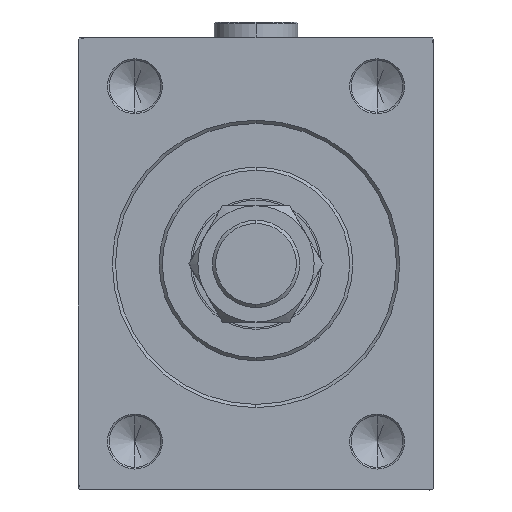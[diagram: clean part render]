
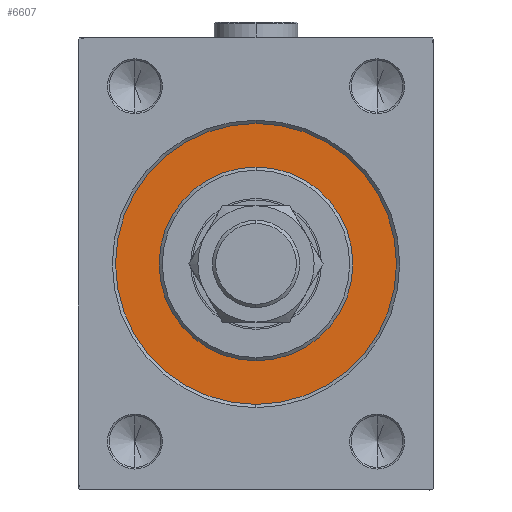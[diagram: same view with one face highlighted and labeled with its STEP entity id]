
A CAD part, left-side view. The second image highlights one B-rep face of the part: STEP entity #6607.
In plain terms, the highlighted face is planar.
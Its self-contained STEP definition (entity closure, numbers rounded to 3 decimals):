
#1174 = FACE_BOUND ( 'NONE', #43666, .T. ) ;
#3009 = EDGE_CURVE ( 'NONE', #10931, #17182, #17170, .T. ) ;
#3546 = AXIS2_PLACEMENT_3D ( 'NONE', #19328, #33616, #30761 ) ;
#4042 = CARTESIAN_POINT ( 'NONE',  ( 0., 0., -43.5 ) ) ;
#5235 = CARTESIAN_POINT ( 'NONE',  ( 0., 0., 0. ) ) ;
#6281 = AXIS2_PLACEMENT_3D ( 'NONE', #31046, #26981, #19839 ) ;
#6607 = ADVANCED_FACE ( 'NONE', ( #1174, #23360 ), #37893, .F. ) ;
#7355 = CARTESIAN_POINT ( 'NONE',  ( 0., 0., 0. ) ) ;
#7791 = CIRCLE ( 'NONE', #6281, 30. ) ;
#8746 = VERTEX_POINT ( 'NONE', #20230 ) ;
#10931 = VERTEX_POINT ( 'NONE', #4042 ) ;
#13591 = ORIENTED_EDGE ( 'NONE', *, *, #37698, .F. ) ;
#15299 = EDGE_LOOP ( 'NONE', ( #27879, #13591 ) ) ;
#15728 = CIRCLE ( 'NONE', #3546, 43.5 ) ;
#16730 = ORIENTED_EDGE ( 'NONE', *, *, #27554, .F. ) ;
#17170 = CIRCLE ( 'NONE', #36969, 43.5 ) ;
#17182 = VERTEX_POINT ( 'NONE', #33418 ) ;
#18360 = CARTESIAN_POINT ( 'NONE',  ( 0., 0., 30. ) ) ;
#19328 = CARTESIAN_POINT ( 'NONE',  ( 0., 0., 0. ) ) ;
#19778 = DIRECTION ( 'NONE',  ( 0., 0., 1. ) ) ;
#19839 = DIRECTION ( 'NONE',  ( 0., 0., -1. ) ) ;
#20230 = CARTESIAN_POINT ( 'NONE',  ( 0., 0., -30. ) ) ;
#23163 = ORIENTED_EDGE ( 'NONE', *, *, #41384, .F. ) ;
#23360 = FACE_OUTER_BOUND ( 'NONE', #15299, .T. ) ;
#24331 = DIRECTION ( 'NONE',  ( -1., 0., 0. ) ) ;
#25028 = VERTEX_POINT ( 'NONE', #18360 ) ;
#26372 = AXIS2_PLACEMENT_3D ( 'NONE', #7355, #32849, #29273 ) ;
#26981 = DIRECTION ( 'NONE',  ( 1., 0., 0. ) ) ;
#27554 = EDGE_CURVE ( 'NONE', #8746, #25028, #7791, .T. ) ;
#27879 = ORIENTED_EDGE ( 'NONE', *, *, #3009, .F. ) ;
#29273 = DIRECTION ( 'NONE',  ( 0., 0., -1. ) ) ;
#29785 = DIRECTION ( 'NONE',  ( -1., 0., 0. ) ) ;
#30761 = DIRECTION ( 'NONE',  ( 0., 0., 1. ) ) ;
#31046 = CARTESIAN_POINT ( 'NONE',  ( 0., 0., 0. ) ) ;
#32849 = DIRECTION ( 'NONE',  ( 1., 0., 0. ) ) ;
#33418 = CARTESIAN_POINT ( 'NONE',  ( 0., 0., 43.5 ) ) ;
#33616 = DIRECTION ( 'NONE',  ( -1., 0., 0. ) ) ;
#36969 = AXIS2_PLACEMENT_3D ( 'NONE', #39314, #24331, #38856 ) ;
#37698 = EDGE_CURVE ( 'NONE', #17182, #10931, #15728, .T. ) ;
#37893 = PLANE ( 'NONE',  #38994 ) ;
#38856 = DIRECTION ( 'NONE',  ( 0., 0., 1. ) ) ;
#38994 = AXIS2_PLACEMENT_3D ( 'NONE', #5235, #29785, #19778 ) ;
#39314 = CARTESIAN_POINT ( 'NONE',  ( 0., 0., 0. ) ) ;
#41384 = EDGE_CURVE ( 'NONE', #25028, #8746, #46918, .T. ) ;
#43666 = EDGE_LOOP ( 'NONE', ( #23163, #16730 ) ) ;
#46918 = CIRCLE ( 'NONE', #26372, 30. ) ;
